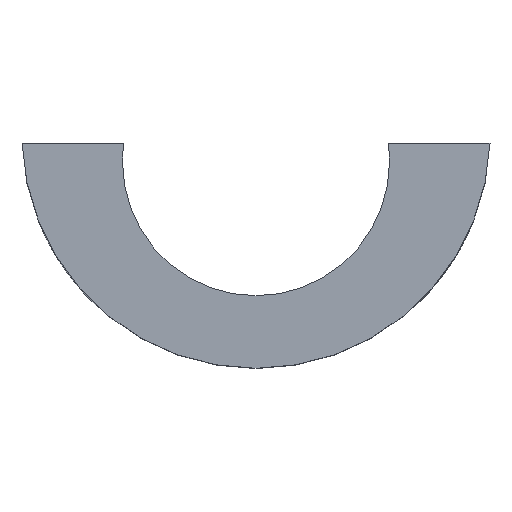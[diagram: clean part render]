
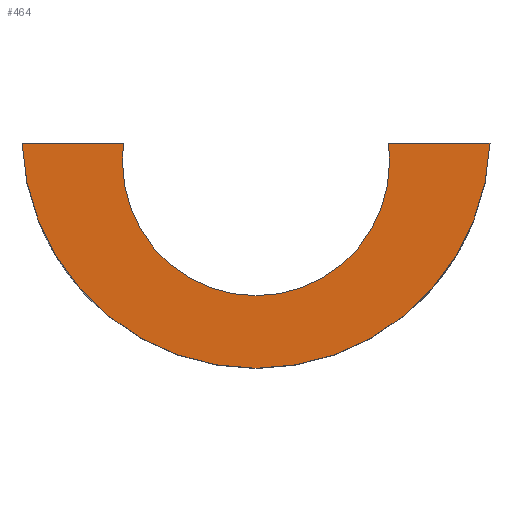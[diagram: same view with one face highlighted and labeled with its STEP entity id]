
A CAD part, top view. The second image highlights one B-rep face of the part: STEP entity #464.
In plain terms, the highlighted planar face has unit normal (0, 0, 1).
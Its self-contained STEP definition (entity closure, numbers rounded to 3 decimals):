
#10 = AXIS2_PLACEMENT_3D ( 'NONE', #521, #266, #38 ) ;
#13 = LINE ( 'NONE', #461, #47 ) ;
#20 = DIRECTION ( 'NONE',  ( -1., 0., 0. ) ) ;
#21 = ORIENTED_EDGE ( 'NONE', *, *, #476, .F. ) ;
#36 = AXIS2_PLACEMENT_3D ( 'NONE', #153, #367, #415 ) ;
#38 = DIRECTION ( 'NONE',  ( -1., 0., 0. ) ) ;
#40 = PLANE ( 'NONE',  #432 ) ;
#47 = VECTOR ( 'NONE', #122, 1000. ) ;
#61 = DIRECTION ( 'NONE',  ( 0., 0., -1. ) ) ;
#77 = DIRECTION ( 'NONE',  ( -1., 0., 0. ) ) ;
#79 = AXIS2_PLACEMENT_3D ( 'NONE', #279, #61, #20 ) ;
#84 = CIRCLE ( 'NONE', #10, 14.25 ) ;
#104 = CARTESIAN_POINT ( 'NONE',  ( 10.891, -15., 15. ) ) ;
#122 = DIRECTION ( 'NONE',  ( -1., 0., 0. ) ) ;
#153 = CARTESIAN_POINT ( 'NONE',  ( 25., -17., 15. ) ) ;
#154 = FACE_OUTER_BOUND ( 'NONE', #290, .T. ) ;
#158 = CARTESIAN_POINT ( 'NONE',  ( 39.109, -15., 15. ) ) ;
#160 = CARTESIAN_POINT ( 'NONE',  ( -4.988, -15., 15. ) ) ;
#167 = DIRECTION ( 'NONE',  ( 1., 0., 0. ) ) ;
#180 = CARTESIAN_POINT ( 'NONE',  ( 11.5, 6., 15. ) ) ;
#182 = EDGE_CURVE ( 'NONE', #388, #217, #436, .T. ) ;
#204 = ORIENTED_EDGE ( 'NONE', *, *, #510, .T. ) ;
#217 = VERTEX_POINT ( 'NONE', #104 ) ;
#234 = ORIENTED_EDGE ( 'NONE', *, *, #373, .T. ) ;
#253 = ORIENTED_EDGE ( 'NONE', *, *, #182, .T. ) ;
#254 = DIRECTION ( 'NONE',  ( 0., 0., 1. ) ) ;
#266 = DIRECTION ( 'NONE',  ( 0., 0., -1. ) ) ;
#279 = CARTESIAN_POINT ( 'NONE',  ( 25., -17., 15. ) ) ;
#290 = EDGE_LOOP ( 'NONE', ( #318, #204, #234, #253, #435, #21 ) ) ;
#291 = CARTESIAN_POINT ( 'NONE',  ( 0.02, -15., 15. ) ) ;
#292 = DIRECTION ( 'NONE',  ( 0., 0., -1. ) ) ;
#296 = LINE ( 'NONE', #160, #527 ) ;
#303 = VERTEX_POINT ( 'NONE', #291 ) ;
#304 = VERTEX_POINT ( 'NONE', #158 ) ;
#318 = ORIENTED_EDGE ( 'NONE', *, *, #467, .T. ) ;
#338 = CARTESIAN_POINT ( 'NONE',  ( 39.25, -17., 15. ) ) ;
#367 = DIRECTION ( 'NONE',  ( 0., 0., -1. ) ) ;
#371 = VERTEX_POINT ( 'NONE', #338 ) ;
#373 = EDGE_CURVE ( 'NONE', #371, #388, #407, .T. ) ;
#378 = CARTESIAN_POINT ( 'NONE',  ( 25., -14., 15. ) ) ;
#383 = VERTEX_POINT ( 'NONE', #500 ) ;
#388 = VERTEX_POINT ( 'NONE', #411 ) ;
#407 = CIRCLE ( 'NONE', #36, 14.25 ) ;
#411 = CARTESIAN_POINT ( 'NONE',  ( 10.75, -17., 15. ) ) ;
#415 = DIRECTION ( 'NONE',  ( -1., 0., 0. ) ) ;
#432 = AXIS2_PLACEMENT_3D ( 'NONE', #180, #254, #167 ) ;
#435 = ORIENTED_EDGE ( 'NONE', *, *, #448, .T. ) ;
#436 = CIRCLE ( 'NONE', #79, 14.25 ) ;
#448 = EDGE_CURVE ( 'NONE', #217, #303, #296, .T. ) ;
#459 = DIRECTION ( 'NONE',  ( -1., 0., 0. ) ) ;
#461 = CARTESIAN_POINT ( 'NONE',  ( -4.988, -15., 15. ) ) ;
#464 = ADVANCED_FACE ( 'NONE', ( #154 ), #40, .T. ) ;
#467 = EDGE_CURVE ( 'NONE', #383, #304, #13, .T. ) ;
#476 = EDGE_CURVE ( 'NONE', #383, #303, #557, .T. ) ;
#500 = CARTESIAN_POINT ( 'NONE',  ( 49.98, -15., 15. ) ) ;
#510 = EDGE_CURVE ( 'NONE', #304, #371, #84, .T. ) ;
#521 = CARTESIAN_POINT ( 'NONE',  ( 25., -17., 15. ) ) ;
#527 = VECTOR ( 'NONE', #459, 1000. ) ;
#557 = CIRCLE ( 'NONE', #567, 25. ) ;
#567 = AXIS2_PLACEMENT_3D ( 'NONE', #378, #292, #77 ) ;
